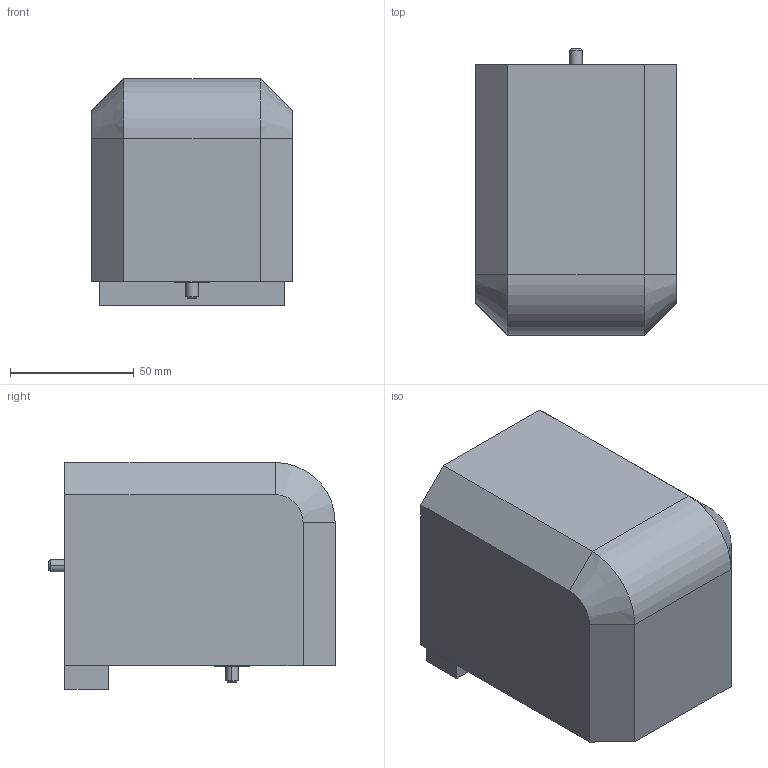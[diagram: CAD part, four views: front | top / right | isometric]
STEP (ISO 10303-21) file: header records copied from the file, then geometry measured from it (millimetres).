
FILE_DESCRIPTION (( 'STEP AP203' ), '1' );
FILE_NAME ('EQ-V3.STEP', '2022-11-01T00:35:35', ( '' ), ( '' ), 'SwSTEP 2.0', 'SolidWorks 2020', '' );
FILE_SCHEMA (( 'CONFIG_CONTROL_DESIGN' ));
Length unit declared in the file: millimetre
Products named in the file (13): miniature radial ball bearings gb_Rolling bearings FF605  GB 7218-1995; RotorHousing-Y; RightCover; RotorHousing-X; V3-GearAsm_Y-axis; NEMA17_24mm; instrument ball bearing_68_iso_ISO 1224 - 191022 - R,10,SI,NC,10_68; RotorN14; V3-GearAsm; RotorShaft-v3-42Motor; leftCover; EQ-V3; OutputShaft-V3
Assembly tree (20 placements, depth 3):
  EQ-V3
    V3-GearAsm
      RotorHousing-X
      RotorHousing-Y
      RotorN14
      RotorShaft-v3-42Motor
      instrument ball bearing_68_iso_ISO 1224 - 191022 - R,10,SI,NC,10_68
      OutputShaft-V3
      miniature radial ball bearings gb_Rolling bearings FF605  GB 7218-1995
      NEMA17_24mm
    V3-GearAsm_Y-axis
      RotorHousing-X
      RotorHousing-Y
      RotorN14
      RotorShaft-v3-42Motor
      instrument ball bearing_68_iso_ISO 1224 - 191022 - R,10,SI,NC,10_68
      OutputShaft-V3
      miniature radial ball bearings gb_Rolling bearings FF605  GB 7218-1995
      NEMA17_24mm
    leftCover
    RightCover
Bounding box: 81 x 115.74 x 91.74 mm (x, y, z)
Volume: 474685.4 mm3; surface area: 218195.4 mm2
Topology: 28 solids, 28 shells, 1516 faces, 4072 edges, 2586 vertices
Faces by surface type: cylinder 662, torus 366, plane 330, cone 98, sphere 48, bspline 12
Entity records: 39691 total; most frequent: CARTESIAN_POINT 18431, DIRECTION 4476, ORIENTED_EDGE 3988, EDGE_CURVE 1994, AXIS2_PLACEMENT_3D 1886, VERTEX_POINT 1267, CIRCLE 1095, EDGE_LOOP 897
